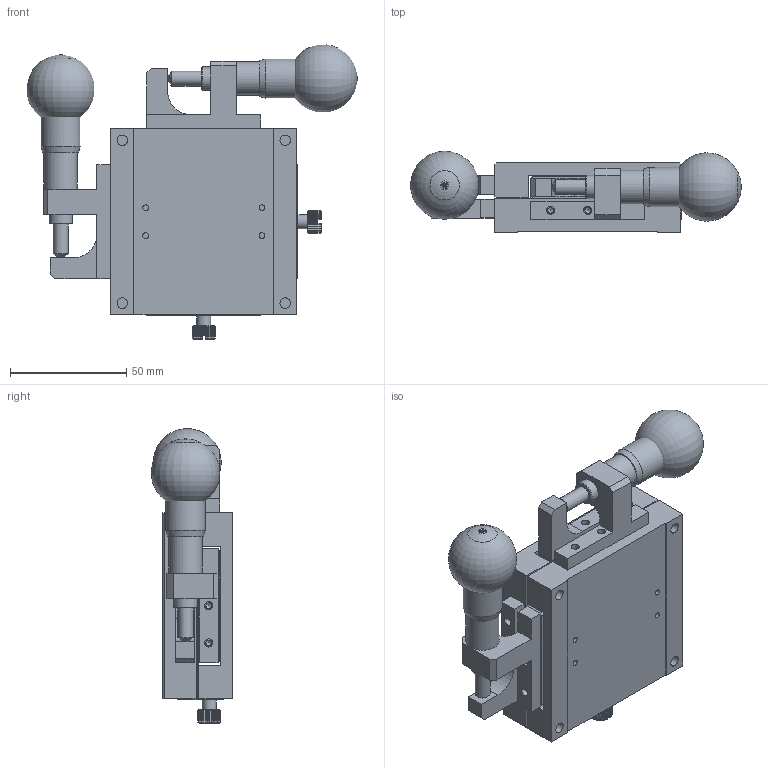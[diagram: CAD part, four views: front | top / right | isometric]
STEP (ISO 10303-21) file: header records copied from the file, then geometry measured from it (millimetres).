
FILE_DESCRIPTION (( 'STEP AP203' ), '1' );
FILE_NAME ('528920.STEP', '2024-11-12T08:32:49', ( 'Windows User' ), ( 'P R C' ), 'SwSTEP 2.0', 'SolidWorks 2020', '' );
FILE_SCHEMA (( 'CONFIG_CONTROL_DESIGN' ));
Products named in the file (1): 528920
Bounding box: 141.97 x 34.9 x 126.54 mm (x, y, z)
Volume: 203450.6 mm3; surface area: 85366.5 mm2
Topology: 5 solids, 5 shells, 4396 faces, 9270 edges, 4910 vertices
Faces by surface type: bspline 2882, cylinder 932, cone 306, plane 274, torus 2
Full cylindrical faces by diameter (mm): 2.459 x10, 2.85 x10, 3 x2, 3.242 x16, 3.5 x12, 4.5 x4, 6 x2, 6.5 x2, 8 x4, 10 x4, 12.6 x2, 14.4 x2, 16.848 x2
Entity records: 165959 total; most frequent: CARTESIAN_POINT 106547, ORIENTED_EDGE 18160, EDGE_CURVE 9080, DIRECTION 5190, VERTEX_POINT 4852, EDGE_LOOP 4594, FACE_OUTER_BOUND 4468, ADVANCED_FACE 4396
